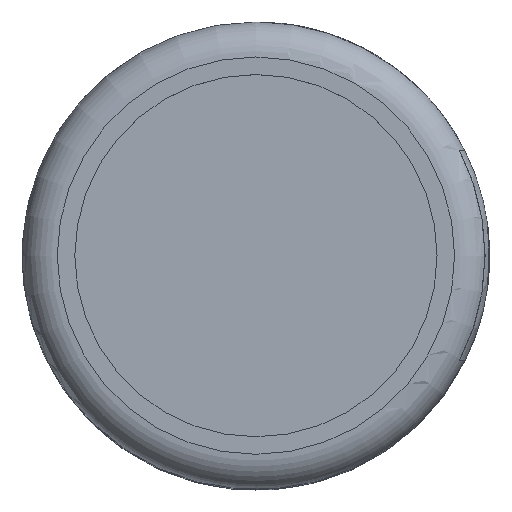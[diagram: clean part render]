
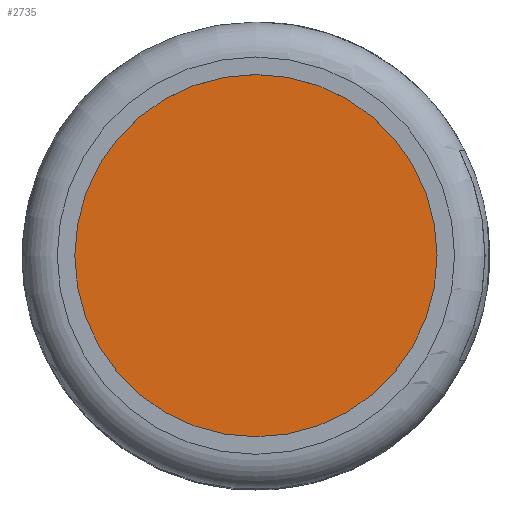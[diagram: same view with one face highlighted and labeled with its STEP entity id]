
A CAD part, top view. The second image highlights one B-rep face of the part: STEP entity #2735.
In plain terms, the highlighted planar face has unit normal (0, 0, 1).
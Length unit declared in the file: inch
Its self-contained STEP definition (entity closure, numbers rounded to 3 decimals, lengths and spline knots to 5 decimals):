
#189=PLANE('',#2897);
#342=FACE_OUTER_BOUND('',#513,.T.);
#513=EDGE_LOOP('',(#2558));
#758=CIRCLE('',#2895,0.155);
#1352=VERTEX_POINT('',#6382);
#1755=EDGE_CURVE('',#1352,#1352,#758,.T.);
#2558=ORIENTED_EDGE('',*,*,#1755,.F.);
#2735=ADVANCED_FACE('',(#342),#189,.T.);
#2895=AXIS2_PLACEMENT_3D('',#6383,#3373,#3374);
#2897=AXIS2_PLACEMENT_3D('',#6386,#3377,#3378);
#3373=DIRECTION('center_axis',(0.,0.,-1.));
#3374=DIRECTION('ref_axis',(-1.,0.,0.));
#3377=DIRECTION('center_axis',(0.,0.,1.));
#3378=DIRECTION('ref_axis',(1.,0.,0.));
#6382=CARTESIAN_POINT('',(0.155,0.,0.485));
#6383=CARTESIAN_POINT('Origin',(0.,0.,0.485));
#6386=CARTESIAN_POINT('Origin',(0.,0.,
0.485));
